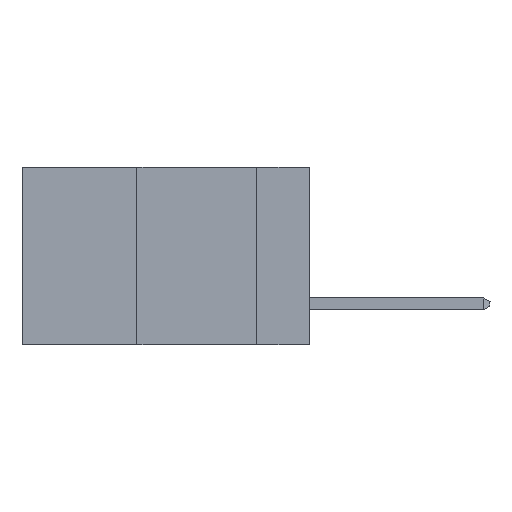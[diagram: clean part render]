
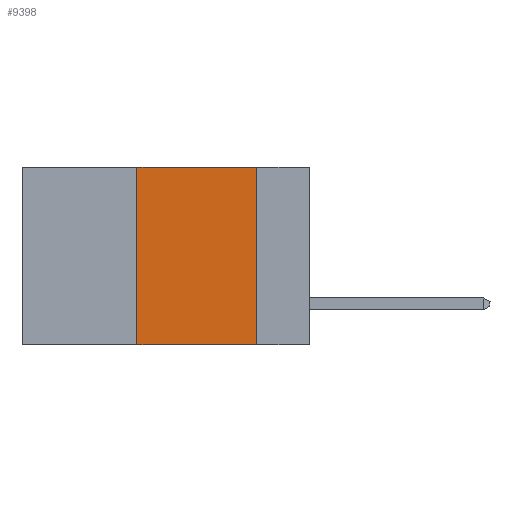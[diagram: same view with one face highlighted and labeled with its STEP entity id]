
A CAD part, left-side view. The second image highlights one B-rep face of the part: STEP entity #9398.
In plain terms, the highlighted planar face has unit normal (-1, 0, 0).
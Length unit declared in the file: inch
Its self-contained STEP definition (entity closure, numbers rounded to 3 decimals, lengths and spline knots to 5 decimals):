
#24 = CARTESIAN_POINT ( 'NONE',  ( 0., 0.11, 0. ) ) ;
#936 = FACE_OUTER_BOUND ( 'NONE', #24025, .T. ) ;
#1487 = CARTESIAN_POINT ( 'NONE',  ( 0., 0.11, -0.37 ) ) ;
#3254 = CARTESIAN_POINT ( 'NONE',  ( 0., 0.11, 0. ) ) ;
#5944 = EDGE_CURVE ( 'NONE', #21506, #15846, #10174, .T. ) ;
#6068 = DIRECTION ( 'NONE',  ( 1., 0., 0. ) ) ;
#9398 = ADVANCED_FACE ( 'NONE', ( #936 ), #11048, .F. ) ;
#10174 = LINE ( 'NONE', #17804, #22748 ) ;
#11048 = PLANE ( 'NONE',  #23823 ) ;
#12721 = DIRECTION ( 'NONE',  ( 0., 0., -1. ) ) ;
#13037 = VERTEX_POINT ( 'NONE', #24 ) ;
#14907 = CARTESIAN_POINT ( 'NONE',  ( 0., 0.6, -0.37 ) ) ;
#15356 = ORIENTED_EDGE ( 'NONE', *, *, #20991, .F. ) ;
#15846 = VERTEX_POINT ( 'NONE', #31968 ) ;
#15971 = LINE ( 'NONE', #23609, #31963 ) ;
#15976 = VECTOR ( 'NONE', #12721, 39.37008 ) ;
#16193 = DIRECTION ( 'NONE',  ( 0., 0., -1. ) ) ;
#17648 = DIRECTION ( 'NONE',  ( 0., 0., 1. ) ) ;
#17737 = EDGE_CURVE ( 'NONE', #15846, #13037, #15971, .T. ) ;
#17804 = CARTESIAN_POINT ( 'NONE',  ( 0., 0.36, 0. ) ) ;
#18187 = LINE ( 'NONE', #3254, #15976 ) ;
#20991 = EDGE_CURVE ( 'NONE', #13037, #24795, #18187, .T. ) ;
#21181 = CARTESIAN_POINT ( 'NONE',  ( 0., 0.6, 0. ) ) ;
#21506 = VERTEX_POINT ( 'NONE', #23293 ) ;
#21773 = VECTOR ( 'NONE', #29225, 39.37008 ) ;
#22748 = VECTOR ( 'NONE', #17648, 39.37008 ) ;
#23293 = CARTESIAN_POINT ( 'NONE',  ( 0., 0.36, -0.37 ) ) ;
#23609 = CARTESIAN_POINT ( 'NONE',  ( 0., 0.6, 0. ) ) ;
#23823 = AXIS2_PLACEMENT_3D ( 'NONE', #21181, #6068, #16193 ) ;
#24025 = EDGE_LOOP ( 'NONE', ( #15356, #30684, #31640, #26169 ) ) ;
#24795 = VERTEX_POINT ( 'NONE', #1487 ) ;
#26169 = ORIENTED_EDGE ( 'NONE', *, *, #30952, .T. ) ;
#26268 = DIRECTION ( 'NONE',  ( 0., -1., 0. ) ) ;
#26743 = LINE ( 'NONE', #14907, #21773 ) ;
#29225 = DIRECTION ( 'NONE',  ( 0., -1., 0. ) ) ;
#30684 = ORIENTED_EDGE ( 'NONE', *, *, #17737, .F. ) ;
#30952 = EDGE_CURVE ( 'NONE', #21506, #24795, #26743, .T. ) ;
#31640 = ORIENTED_EDGE ( 'NONE', *, *, #5944, .F. ) ;
#31963 = VECTOR ( 'NONE', #26268, 39.37008 ) ;
#31968 = CARTESIAN_POINT ( 'NONE',  ( 0., 0.36, 0. ) ) ;
